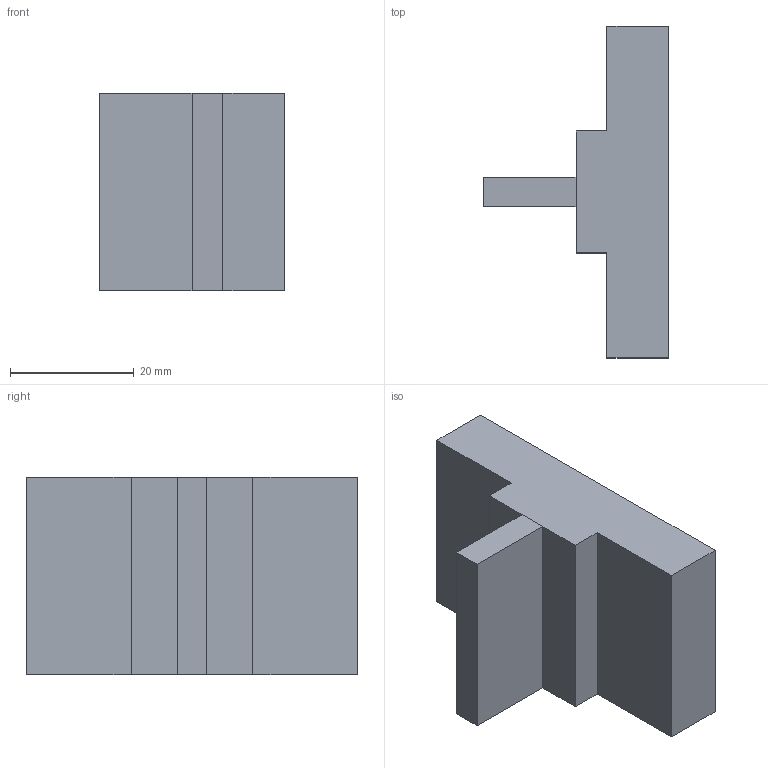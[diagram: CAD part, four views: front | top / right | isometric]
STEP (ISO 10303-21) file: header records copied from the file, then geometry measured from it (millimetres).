
FILE_DESCRIPTION(('FreeCAD Model'),'2;1');
FILE_NAME('Open CASCADE Shape Model','2024-06-11T14:07:39',('Author'),( ''),'Open CASCADE STEP processor 7.6','FreeCAD','Unknown');
FILE_SCHEMA(('AUTOMOTIVE_DESIGN { 1 0 10303 214 1 1 1 1 }'));
Length unit declared in the file: millimetre
Products named in the file (1): Spacer
Bounding box: 30 x 53.7 x 32 mm (x, y, z)
Volume: 22592 mm3; surface area: 6768.8 mm2
Topology: 1 solids, 1 shells, 16 faces, 38 edges, 24 vertices
Faces by surface type: plane 16
Entity records: 472 total; most frequent: CARTESIAN_POINT 79, ORIENTED_EDGE 76, DIRECTION 72, EDGE_CURVE 38, LINE 38, VECTOR 38, VERTEX_POINT 24, AXIS2_PLACEMENT_3D 17
